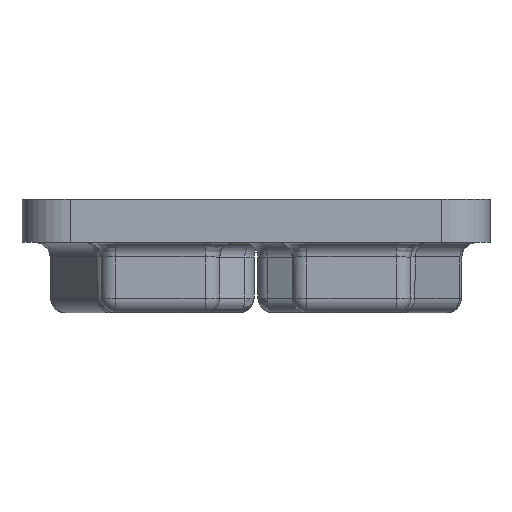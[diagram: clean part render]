
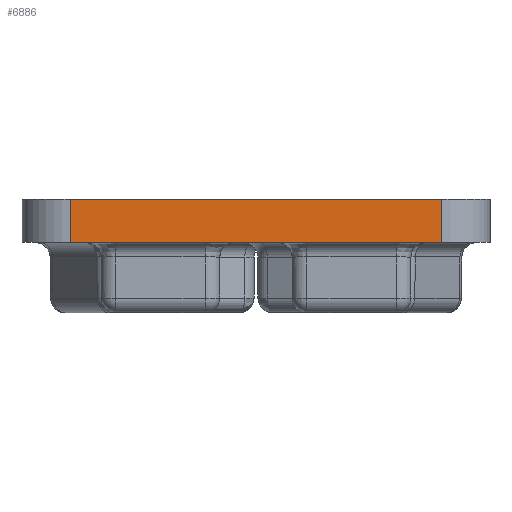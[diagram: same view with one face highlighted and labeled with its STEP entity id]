
A CAD part, left-side view. The second image highlights one B-rep face of the part: STEP entity #6886.
In plain terms, the highlighted planar face has unit normal (-1, 0, 0).
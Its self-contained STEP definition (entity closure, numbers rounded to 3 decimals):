
#132=PLANE('',#7849);
#276=LINE('',#10398,#720);
#682=LINE('',#13481,#1126);
#685=LINE('',#13490,#1129);
#687=LINE('',#13493,#1131);
#720=VECTOR('',#8002,10.);
#1126=VECTOR('',#10156,10.);
#1129=VECTOR('',#10165,10.);
#1131=VECTOR('',#10169,10.);
#1801=FACE_OUTER_BOUND('',#2284,.T.);
#2284=EDGE_LOOP('',(#6304,#6305,#6306,#6307));
#2877=VERTEX_POINT('',#10384);
#2883=VERTEX_POINT('',#10396);
#3397=VERTEX_POINT('',#13478);
#3398=VERTEX_POINT('',#13480);
#3462=EDGE_CURVE('',#2883,#2877,#276,.T.);
#4387=EDGE_CURVE('',#3397,#3398,#682,.F.);
#4392=EDGE_CURVE('',#2877,#3397,#685,.T.);
#4394=EDGE_CURVE('',#3398,#2883,#687,.T.);
#6304=ORIENTED_EDGE('',*,*,#4392,.F.);
#6305=ORIENTED_EDGE('',*,*,#3462,.F.);
#6306=ORIENTED_EDGE('',*,*,#4394,.F.);
#6307=ORIENTED_EDGE('',*,*,#4387,.F.);
#6886=ADVANCED_FACE('',(#1801),#132,.T.);
#7849=AXIS2_PLACEMENT_3D('',#13492,#10167,#10168);
#8002=DIRECTION('',(0.,1.,0.));
#10156=DIRECTION('',(0.,1.,0.));
#10165=DIRECTION('',(0.,0.,1.));
#10167=DIRECTION('center_axis',(-1.,0.,0.));
#10168=DIRECTION('ref_axis',(0.,-1.,0.));
#10169=DIRECTION('',(0.,0.,-1.));
#10384=CARTESIAN_POINT('',(-90.273,24.94,18.2));
#10396=CARTESIAN_POINT('',(-90.273,-25.06,18.2));
#10398=CARTESIAN_POINT('',(-90.273,12.44,18.2));
#13478=CARTESIAN_POINT('',(-90.273,24.94,24.022));
#13480=CARTESIAN_POINT('',(-90.273,-25.06,24.022));
#13481=CARTESIAN_POINT('',(-90.273,12.44,24.022));
#13490=CARTESIAN_POINT('',(-90.273,24.94,18.2));
#13492=CARTESIAN_POINT('Origin',(-90.273,24.94,18.2));
#13493=CARTESIAN_POINT('',(-90.273,-25.06,18.2));
